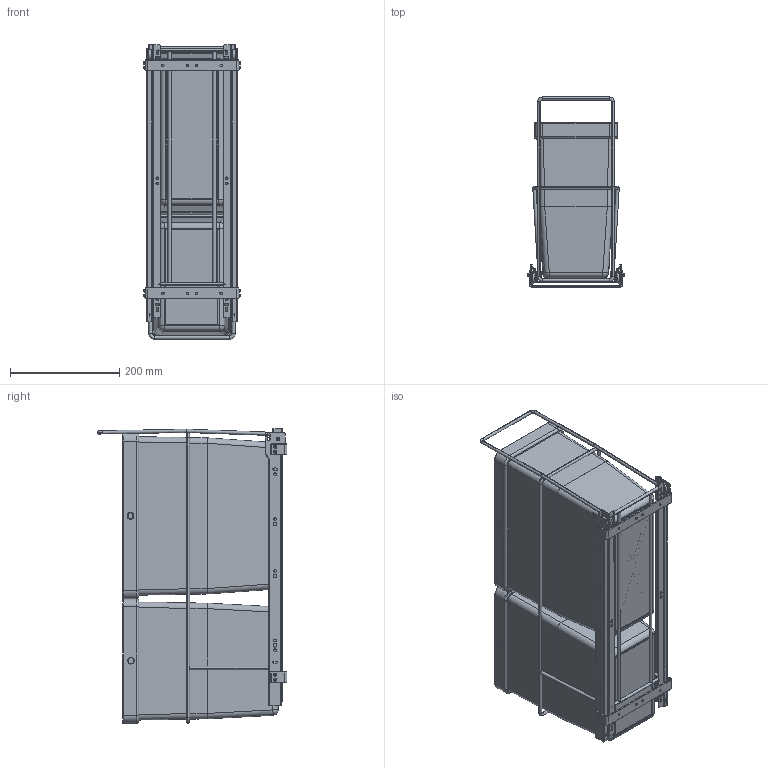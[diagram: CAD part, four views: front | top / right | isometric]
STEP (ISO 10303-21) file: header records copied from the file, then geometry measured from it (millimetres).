
FILE_DESCRIPTION (( 'STEP AP203' ), '1' );
FILE_NAME ('LM 72_2_antracite.STEP', '2023-03-09T13:49:49', ( '' ), ( '' ), 'SwSTEP 2.0', 'SolidWorks 2021', '' );
FILE_SCHEMA (( 'CONFIG_CONTROL_DESIGN' ));
Length unit declared in the file: millimetre
Products named in the file (22): 10600_Default<As Machined>; Mirror10584; 10062; 10583; 10586; 10574; 10061; 10572; 10450; Mirror10572; Mirror10583; 10448; 10447; 10585; 10576; Mirror10586; 10584; 10064; Mirror10574; LM 72_2_antracite; 10598; Mirror10585
Assembly tree (33 placements, depth 3):
  LM 72_2_antracite
    10598  x2
    10585
      10586
      10574
      10572
    10583
      10584
      10574
      10572
    Mirror10585
      Mirror10586
      Mirror10574
      Mirror10572
    10600_Default<As Machined>
    Mirror10583
      Mirror10584
      Mirror10574
      Mirror10572
    10576  x8
    10064
      10061
      10062
    10450
      10447
      10448
Bounding box: 176.2 x 347.08 x 539.13 mm (x, y, z)
Volume: 1413462.3 mm3; surface area: 1253690.5 mm2
Topology: 36 solids, 36 shells, 1338 faces, 3169 edges, 1903 vertices
Faces by surface type: cylinder 601, plane 449, torus 182, bspline 56, sphere 34, cone 16
Entity records: 35901 total; most frequent: CARTESIAN_POINT 7145, DIRECTION 5693, ORIENTED_EDGE 5330, EDGE_CURVE 2665, AXIS2_PLACEMENT_3D 2189, VERTEX_POINT 1629, VECTOR 1315, LINE 1315
